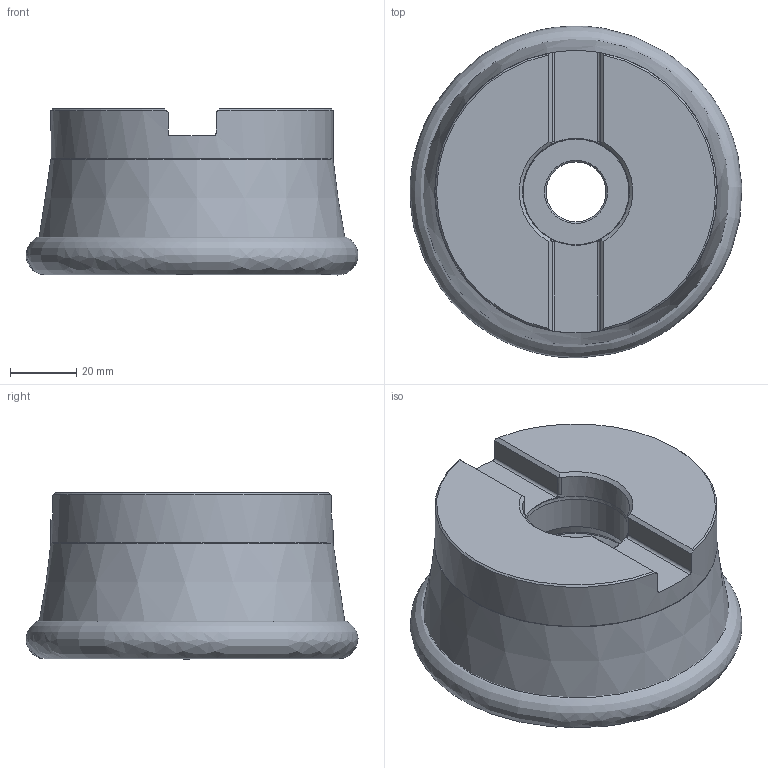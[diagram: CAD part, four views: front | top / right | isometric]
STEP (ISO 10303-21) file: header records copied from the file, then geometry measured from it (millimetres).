
FILE_DESCRIPTION(/* description */ (''),/* implementation_level */ '2;1');
FILE_NAME(/* name */ '100A06R_SMORC12_C_115008861ndi000_00_SIM_final.stp',/* time_stamp */ '2019-12-04T10:59:39+01:00',/* author */ (''),/* organization */ (''),/* preprocessor_version */ 'ST-DEVELOPER v16.7',/* originating_system */ 'SIEMENS PLM Software NX 12.0',/* authorisation */ '');
FILE_SCHEMA (('AUTOMOTIVE_DESIGN { 1 0 10303 214 3 1 1 1 }'));
Length unit declared in the file: millimetre
Products named in the file (1): pp072E4CAFE5zfcp
Bounding box: 99.91 x 99.94 x 49.98 mm (x, y, z)
Volume: 258644.9 mm3; surface area: 40885.3 mm2
Topology: 2 solids, 2 shells, 59 faces, 147 edges, 91 vertices
Faces by surface type: cylinder 19, plane 15, torus 13, cone 11, bspline 1
Full cylindrical faces by diameter (mm): 18 x1, 32.008 x1, 32.2 x1, 45.1 x1, 85 x1
Entity records: 4110 total; most frequent: CARTESIAN_POINT 2816, DIRECTION 264, ORIENTED_EDGE 234, EDGE_CURVE 117, AXIS2_PLACEMENT_3D 116, VERTEX_POINT 84, EDGE_LOOP 82, ADVANCED_FACE 59
